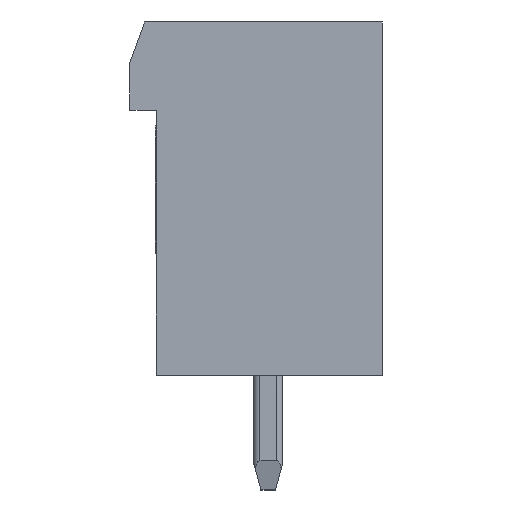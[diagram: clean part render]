
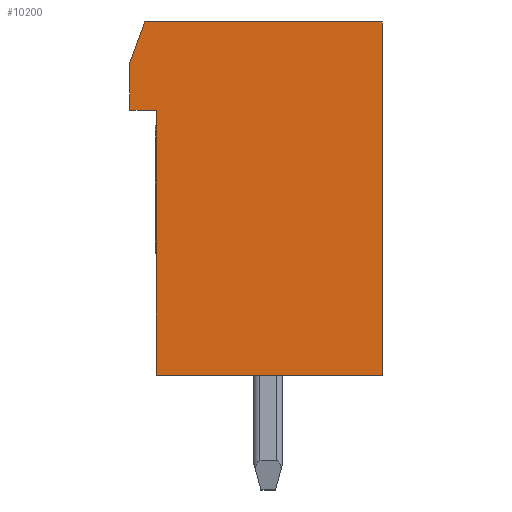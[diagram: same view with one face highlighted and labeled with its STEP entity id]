
A CAD part, left-side view. The second image highlights one B-rep face of the part: STEP entity #10200.
In plain terms, the highlighted planar face has unit normal (-1, 0, 0).
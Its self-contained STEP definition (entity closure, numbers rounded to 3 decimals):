
#10200=ADVANCED_FACE('',(#22750),#22751,.F.);
#14736=VERTEX_POINT('',#27862);
#14740=VERTEX_POINT('',#27866);
#14742=EDGE_CURVE('',#14736,#14740,#27868,.T.);
#14832=VERTEX_POINT('',#27958);
#14836=EDGE_CURVE('',#14736,#14832,#27962,.T.);
#14838=VERTEX_POINT('',#27964);
#14842=VERTEX_POINT('',#27968);
#14846=EDGE_CURVE('',#14838,#14842,#27972,.T.);
#14848=VERTEX_POINT('',#27974);
#14854=EDGE_CURVE('',#14740,#14848,#27980,.T.);
#14890=VERTEX_POINT('',#28017);
#14894=EDGE_CURVE('',#14890,#14838,#28021,.T.);
#14898=EDGE_CURVE('',#14832,#14890,#28025,.T.);
#14910=EDGE_CURVE('',#14848,#14842,#28037,.T.);
#22750=FACE_OUTER_BOUND('',#44568,.T.);
#22751=PLANE('',#44569);
#27862=CARTESIAN_POINT('',(0.0,0.0,12.0));
#27866=CARTESIAN_POINT('',(0.0,0.0,0.0));
#27868=LINE('',#52134,#52135);
#27958=CARTESIAN_POINT('',(0.0,8.07,12.0));
#27962=LINE('',#52292,#52293);
#27964=CARTESIAN_POINT('',(0.0,8.57,9.));
#27968=CARTESIAN_POINT('',(0.0,7.67,9.));
#27972=LINE('',#52308,#52309);
#27974=CARTESIAN_POINT('',(0.0,7.67,0.0));
#27980=LINE('',#52322,#52323);
#28017=CARTESIAN_POINT('',(0.0,8.57,10.626));
#28021=LINE('',#52390,#52391);
#28025=LINE('',#52398,#52399);
#28037=LINE('',#52421,#52422);
#44568=EDGE_LOOP('',(#64868,#64869,#64870,#64871,#64872,#64873,#64874));
#44569=AXIS2_PLACEMENT_3D('',#64875,#64876,#64877);
#52134=CARTESIAN_POINT('',(0.0,0.0,12.0));
#52135=VECTOR('',#69931,1.0);
#52292=CARTESIAN_POINT('',(0.0,0.0,12.0));
#52293=VECTOR('',#69969,1.0);
#52308=CARTESIAN_POINT('',(0.0,8.57,9.));
#52309=VECTOR('',#69972,1.0);
#52322=CARTESIAN_POINT('',(0.0,0.0,0.0));
#52323=VECTOR('',#69975,1.0);
#52390=CARTESIAN_POINT('',(0.0,8.57,10.626));
#52391=VECTOR('',#70001,1.0);
#52398=CARTESIAN_POINT('',(0.0,8.07,12.0));
#52399=VECTOR('',#70003,1.0);
#52421=CARTESIAN_POINT('',(0.0,7.67,0.0));
#52422=VECTOR('',#70011,1.0);
#64868=ORIENTED_EDGE('',*,*,#14836,.T.);
#64869=ORIENTED_EDGE('',*,*,#14898,.T.);
#64870=ORIENTED_EDGE('',*,*,#14894,.T.);
#64871=ORIENTED_EDGE('',*,*,#14846,.T.);
#64872=ORIENTED_EDGE('',*,*,#14910,.F.);
#64873=ORIENTED_EDGE('',*,*,#14854,.F.);
#64874=ORIENTED_EDGE('',*,*,#14742,.F.);
#64875=CARTESIAN_POINT('',(0.0,-0.221,12.306));
#64876=DIRECTION('',(1.0,-0.0,0.0));
#64877=DIRECTION('',(0.0,0.0,-1.0));
#69931=DIRECTION('',(0.0,0.0,-1.0));
#69969=DIRECTION('',(0.0,1.0,0.0));
#69972=DIRECTION('',(0.0,-1.0,0.0));
#69975=DIRECTION('',(0.0,1.0,0.0));
#70001=DIRECTION('',(0.0,0.0,-1.0));
#70003=DIRECTION('',(0.0,0.342,-0.94));
#70011=DIRECTION('',(0.0,0.0,1.0));
